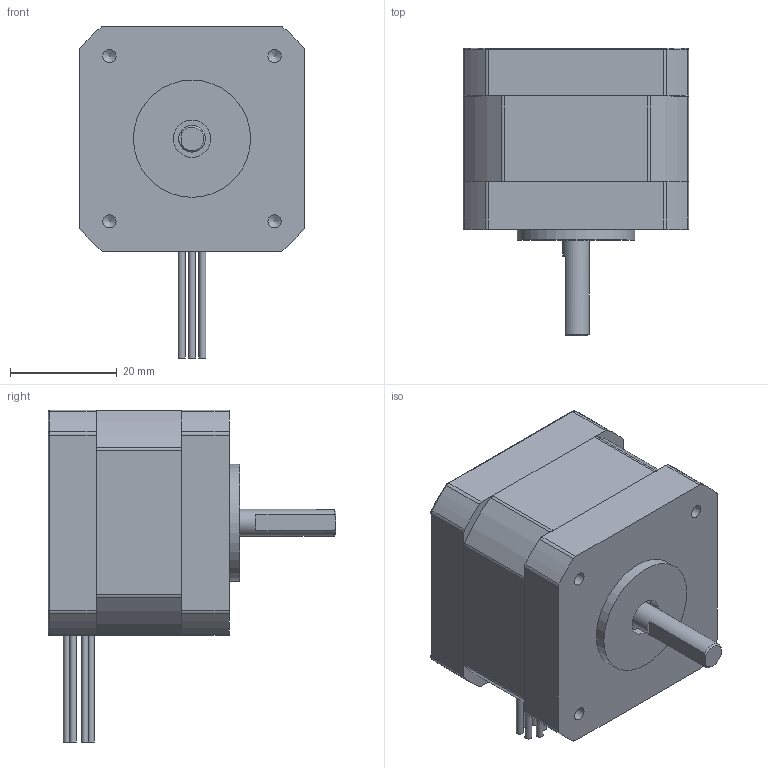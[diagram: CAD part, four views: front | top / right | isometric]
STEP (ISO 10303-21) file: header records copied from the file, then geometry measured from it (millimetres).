
FILE_DESCRIPTION( ( '' ), '1' );
FILE_NAME( 'MS243-12AB.stp', '2020-04-30T00:57:08', ( 'Dimamotor' ), ( 'Dimamotor' ), 'PSStep 17.0.49', ' ', ' ' );
FILE_SCHEMA( ( 'AUTOMOTIVE_DESIGN { 1 0 10303 214 1 1 1 1 }' ) );
Length unit declared in the file: millimetre
Products named in the file (5): Assem1; MS24步進馬達上蓋; MS24步進馬達單軸下蓋; Screw_ANSI_B18.6.3_09F_UNC_No5x1_v12.00; MS243步進馬達定子
Assembly tree (7 placements, depth 2):
  Assem1
    MS24步進馬達上蓋
    MS24步進馬達單軸下蓋
    Screw_ANSI_B18.6.3_09F_UNC_No5x1_v12.00  x4
    MS243步進馬達定子
Bounding box: 42.3 x 54 x 62.3 mm (x, y, z)
Volume: 58767.5 mm3; surface area: 19087.4 mm2
Topology: 7 solids, 7 shells, 236 faces, 570 edges, 367 vertices
Faces by surface type: plane 103, cylinder 88, cone 25, torus 16, sphere 4
Full cylindrical faces by diameter (mm): 1.3 x6, 2.5 x4, 3.175 x8, 3.2 x4, 5 x1, 6.5 x4, 7 x1, 10 x3, 22 x1
Entity records: 5666 total; most frequent: DIRECTION 820, CARTESIAN_POINT 776, ORIENTED_EDGE 634, AXIS2_PLACEMENT_3D 346, EDGE_CURVE 317, VERTEX_POINT 230, EDGE_LOOP 221, FACE_OUTER_BOUND 183
